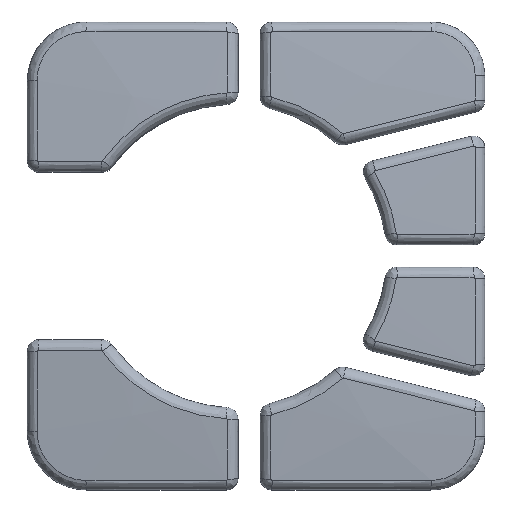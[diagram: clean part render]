
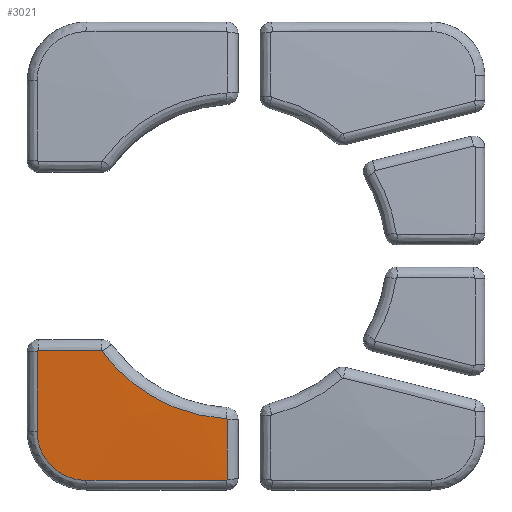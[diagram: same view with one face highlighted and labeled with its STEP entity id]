
A CAD part, top view. The second image highlights one B-rep face of the part: STEP entity #3021.
In plain terms, the highlighted spherical face has radius 475 mm.
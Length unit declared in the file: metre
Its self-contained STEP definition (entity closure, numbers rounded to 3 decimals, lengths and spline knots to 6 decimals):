
#128=SPHERICAL_SURFACE('',#3355,0.475);
#398=B_SPLINE_CURVE_WITH_KNOTS('',3,(#6083,#6084,#6085,#6086),
 .UNSPECIFIED.,.F.,.F.,(4,4),(0.,1.),.UNSPECIFIED.);
#399=B_SPLINE_CURVE_WITH_KNOTS('',3,(#6089,#6090,#6091,#6092),
 .UNSPECIFIED.,.F.,.F.,(4,4),(0.,1.),.UNSPECIFIED.);
#400=B_SPLINE_CURVE_WITH_KNOTS('',3,(#6094,#6095,#6096,#6097),
 .UNSPECIFIED.,.F.,.F.,(4,4),(0.,1.),.UNSPECIFIED.);
#401=B_SPLINE_CURVE_WITH_KNOTS('',3,(#6099,#6100,#6101,#6102),
 .UNSPECIFIED.,.F.,.F.,(4,4),(0.,1.),.UNSPECIFIED.);
#402=B_SPLINE_CURVE_WITH_KNOTS('',3,(#6104,#6105,#6106,#6107,#6108,#6109,
#6110),.UNSPECIFIED.,.F.,.F.,(4,1,1,1,4),(0.,0.25,0.5,0.75,1.),
 .UNSPECIFIED.);
#403=B_SPLINE_CURVE_WITH_KNOTS('',3,(#6112,#6113,#6114,#6115),
 .UNSPECIFIED.,.F.,.F.,(4,4),(0.,1.),.UNSPECIFIED.);
#404=B_SPLINE_CURVE_WITH_KNOTS('',3,(#6117,#6118,#6119,#6120),
 .UNSPECIFIED.,.F.,.F.,(4,4),(0.,1.),.UNSPECIFIED.);
#405=B_SPLINE_CURVE_WITH_KNOTS('',3,(#6122,#6123,#6124,#6125),
 .UNSPECIFIED.,.F.,.F.,(4,4),(0.,1.),.UNSPECIFIED.);
#406=B_SPLINE_CURVE_WITH_KNOTS('',3,(#6127,#6128,#6129,#6130),
 .UNSPECIFIED.,.F.,.F.,(4,4),(0.,1.),.UNSPECIFIED.);
#407=B_SPLINE_CURVE_WITH_KNOTS('',3,(#6132,#6133,#6134,#6135,#6136),
 .UNSPECIFIED.,.F.,.F.,(4,1,4),(0.,0.5,1.),.UNSPECIFIED.);
#1052=ORIENTED_EDGE('',*,*,#1622,.T.);
#1053=ORIENTED_EDGE('',*,*,#1623,.T.);
#1054=ORIENTED_EDGE('',*,*,#1624,.T.);
#1055=ORIENTED_EDGE('',*,*,#1625,.T.);
#1056=ORIENTED_EDGE('',*,*,#1626,.T.);
#1057=ORIENTED_EDGE('',*,*,#1627,.T.);
#1058=ORIENTED_EDGE('',*,*,#1628,.T.);
#1059=ORIENTED_EDGE('',*,*,#1629,.T.);
#1060=ORIENTED_EDGE('',*,*,#1630,.T.);
#1061=ORIENTED_EDGE('',*,*,#1631,.T.);
#1622=EDGE_CURVE('',#1932,#1933,#398,.T.);
#1623=EDGE_CURVE('',#1933,#1934,#399,.T.);
#1624=EDGE_CURVE('',#1934,#1935,#400,.T.);
#1625=EDGE_CURVE('',#1935,#1936,#401,.T.);
#1626=EDGE_CURVE('',#1936,#1937,#402,.T.);
#1627=EDGE_CURVE('',#1937,#1938,#403,.T.);
#1628=EDGE_CURVE('',#1938,#1939,#404,.T.);
#1629=EDGE_CURVE('',#1939,#1940,#405,.T.);
#1630=EDGE_CURVE('',#1940,#1941,#406,.T.);
#1631=EDGE_CURVE('',#1941,#1932,#407,.T.);
#1932=VERTEX_POINT('',#6087);
#1933=VERTEX_POINT('',#6088);
#1934=VERTEX_POINT('',#6093);
#1935=VERTEX_POINT('',#6098);
#1936=VERTEX_POINT('',#6103);
#1937=VERTEX_POINT('',#6111);
#1938=VERTEX_POINT('',#6116);
#1939=VERTEX_POINT('',#6121);
#1940=VERTEX_POINT('',#6126);
#1941=VERTEX_POINT('',#6131);
#2481=EDGE_LOOP('',(#1052,#1053,#1054,#1055,#1056,#1057,#1058,#1059,#1060,
#1061));
#2733=FACE_BOUND('',#2481,.T.);
#3021=ADVANCED_FACE('',(#2733),#128,.T.);
#3355=AXIS2_PLACEMENT_3D('',#6082,#3945,#3946);
#3945=DIRECTION('',(-1.,0.,0.));
#3946=DIRECTION('',(0.,0.,1.));
#6082=CARTESIAN_POINT('',(0.0381,-0.00334,-0.4364));
#6083=CARTESIAN_POINT('',(0.013092,-0.021299,0.037601));
#6084=CARTESIAN_POINT('',(0.013052,-0.021243,0.037601));
#6085=CARTESIAN_POINT('',(0.012997,-0.021215,0.037599));
#6086=CARTESIAN_POINT('',(0.012929,-0.021215,0.037596));
#6087=CARTESIAN_POINT('',(0.013092,-0.021299,0.037601));
#6088=CARTESIAN_POINT('',(0.012929,-0.021215,0.037596));
#6089=CARTESIAN_POINT('',(0.012929,-0.021215,0.037596));
#6090=CARTESIAN_POINT('',(0.00893,-0.021217,0.037383));
#6091=CARTESIAN_POINT('',(0.004935,-0.021217,0.03712));
#6092=CARTESIAN_POINT('',(0.000944,-0.021215,0.036807));
#6093=CARTESIAN_POINT('',(0.000944,-0.021215,0.036807));
#6094=CARTESIAN_POINT('',(0.000944,-0.021215,0.036807));
#6095=CARTESIAN_POINT('',(0.000833,-0.021215,0.036798));
#6096=CARTESIAN_POINT('',(0.000743,-0.021304,0.036788));
#6097=CARTESIAN_POINT('',(0.000743,-0.021416,0.036784));
#6098=CARTESIAN_POINT('',(0.000743,-0.021416,0.036784));
#6099=CARTESIAN_POINT('',(0.000743,-0.021416,0.036784));
#6100=CARTESIAN_POINT('',(0.000743,-0.026441,0.036592));
#6101=CARTESIAN_POINT('',(0.000743,-0.031463,0.03632));
#6102=CARTESIAN_POINT('',(0.000743,-0.03648,0.035968));
#6103=CARTESIAN_POINT('',(0.000743,-0.03648,0.035968));
#6104=CARTESIAN_POINT('',(0.000743,-0.03648,0.035968));
#6105=CARTESIAN_POINT('',(0.000743,-0.037706,0.035882));
#6106=CARTESIAN_POINT('',(0.001227,-0.040107,0.035742));
#6107=CARTESIAN_POINT('',(0.003277,-0.043184,0.035648));
#6108=CARTESIAN_POINT('',(0.006363,-0.045237,0.035688));
#6109=CARTESIAN_POINT('',(0.008756,-0.045718,0.035796));
#6110=CARTESIAN_POINT('',(0.009982,-0.045718,0.035869));
#6111=CARTESIAN_POINT('',(0.009982,-0.045718,0.035869));
#6112=CARTESIAN_POINT('',(0.009982,-0.045718,0.035869));
#6113=CARTESIAN_POINT('',(0.018796,-0.045718,0.036394));
#6114=CARTESIAN_POINT('',(0.027638,-0.045718,0.036673));
#6115=CARTESIAN_POINT('',(0.036493,-0.045718,0.036703));
#6116=CARTESIAN_POINT('',(0.036493,-0.045718,0.036703));
#6117=CARTESIAN_POINT('',(0.036493,-0.045718,0.036703));
#6118=CARTESIAN_POINT('',(0.036604,-0.045718,0.036703));
#6119=CARTESIAN_POINT('',(0.036694,-0.045629,0.036712));
#6120=CARTESIAN_POINT('',(0.036694,-0.045518,0.036722));
#6121=CARTESIAN_POINT('',(0.036694,-0.045518,0.036722));
#6122=CARTESIAN_POINT('',(0.036694,-0.045518,0.036722));
#6123=CARTESIAN_POINT('',(0.036694,-0.041778,0.037055));
#6124=CARTESIAN_POINT('',(0.036694,-0.038034,0.037344));
#6125=CARTESIAN_POINT('',(0.036694,-0.034288,0.037589));
#6126=CARTESIAN_POINT('',(0.036694,-0.034288,0.037589));
#6127=CARTESIAN_POINT('',(0.036694,-0.034288,0.037589));
#6128=CARTESIAN_POINT('',(0.036694,-0.034182,0.037596));
#6129=CARTESIAN_POINT('',(0.036611,-0.034093,0.037601));
#6130=CARTESIAN_POINT('',(0.036504,-0.034087,0.037601));
#6131=CARTESIAN_POINT('',(0.036504,-0.034087,0.037601));
#6132=CARTESIAN_POINT('',(0.036504,-0.034087,0.037601));
#6133=CARTESIAN_POINT('',(0.03191,-0.033849,0.037601));
#6134=CARTESIAN_POINT('',(0.022839,-0.031279,0.037601));
#6135=CARTESIAN_POINT('',(0.015774,-0.025034,0.037601));
#6136=CARTESIAN_POINT('',(0.013092,-0.021299,0.037601));
